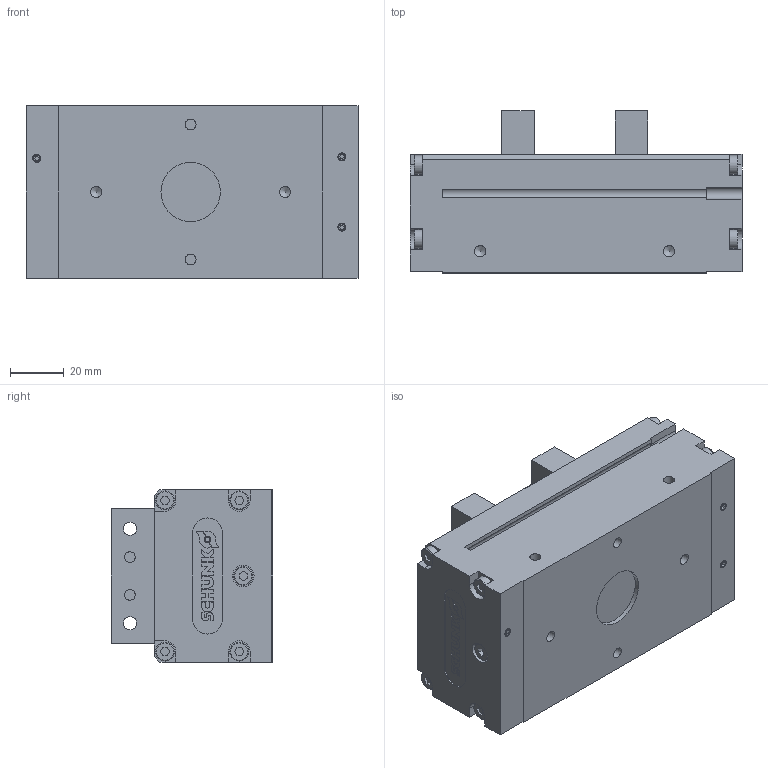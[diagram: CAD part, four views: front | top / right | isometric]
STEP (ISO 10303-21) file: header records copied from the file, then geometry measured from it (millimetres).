
FILE_DESCRIPTION( ( 'STEP AP214' ), '1' );
FILE_NAME( 'SCHUNK-1343470 MPC 150,0ohneohne.stp', '2020-05-13T09:19:57', ( 'License CC BY-ND 4.0' ), ( 'CADENAS' ), ' ', 'PARTsolutions', ' ' );
FILE_SCHEMA( ( 'AUTOMOTIVE_DESIGN { 1 0 10303 214 1 1 1 1 }' ) );
Length unit declared in the file: millimetre
Products named in the file (5): SCHUNK-1343470 MPC 150,0ohneohne; _SCHUNK-1343470 MPC 150 Dummy, 0ohneohne; _SCHUNK-- Gehaeuse MPC 150; _SCHUNK-9905503 Typenschild 11x43x0.3; _SCHUNK-- Grundbacke MPC 150
Assembly tree (5 placements, depth 2):
  SCHUNK-1343470 MPC 150,0ohneohne
    _SCHUNK-1343470 MPC 150 Dummy, 0ohneohne
    _SCHUNK-- Gehaeuse MPC 150
    _SCHUNK-9905503 Typenschild 11x43x0.3
    _SCHUNK-- Grundbacke MPC 150  x2
Bounding box: 123 x 60 x 64 mm (x, y, z)
Volume: 328609.2 mm3; surface area: 77054.6 mm2
Topology: 4 solids, 4 shells, 415 faces, 1035 edges, 683 vertices
Faces by surface type: plane 313, cylinder 80, cone 12, torus 10
Full cylindrical faces by diameter (mm): 1.776 x1, 3 x6, 4 x6, 4.134 x8, 4.917 x4, 5 x2, 7 x10, 8 x2, 22 x1
Entity records: 14450 total; most frequent: CARTESIAN_POINT 1953, DIRECTION 1868, ORIENTED_EDGE 1826, EDGE_CURVE 913, LINE 752, VECTOR 752, VERTEX_POINT 642, AXIS2_PLACEMENT_3D 558
